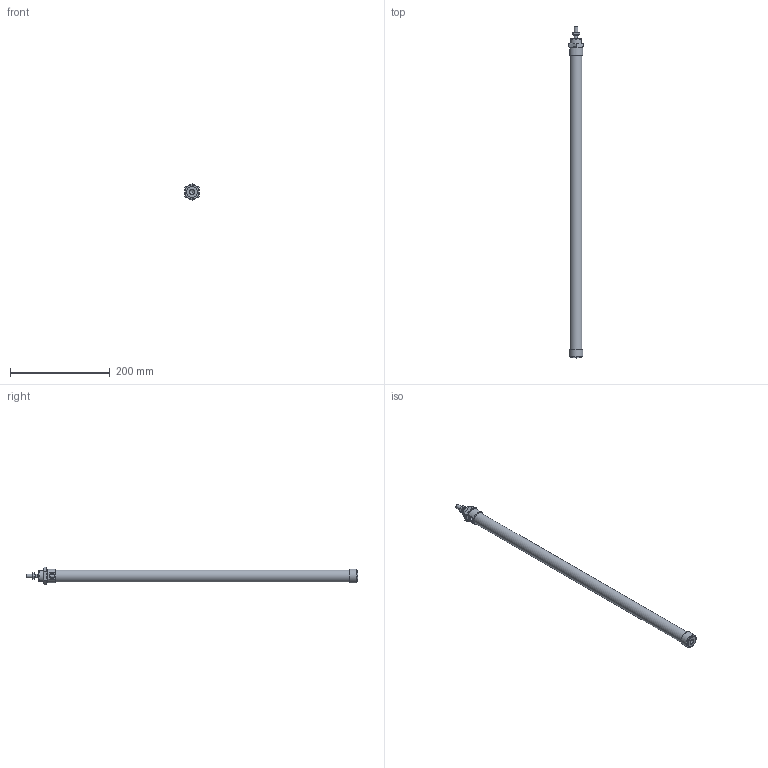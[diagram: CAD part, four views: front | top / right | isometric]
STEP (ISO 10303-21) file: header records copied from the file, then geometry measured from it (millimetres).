
FILE_DESCRIPTION(/* description */ ('Unknown'),/* implementation_level */ '2;1');
FILE_NAME(/* name */ '1261.20.550.MA',/* time_stamp */ '2020-05-25T11:02:14-04:00',/* author */ ('Unknown'),/* organization */ ('Unknown'),/* preprocessor_version */ 'ST-DEVELOPER v16.7',/* originating_system */ 'Solid Edge',/* authorisation */ 'Unknown');
FILE_SCHEMA (('AUTOMOTIVE_DESIGN {1 0 10303 214 3 1 1}'));
Length unit declared in the file: millimetre
Products named in the file (5): 1261.20.550.MA; S1260_20_100; C1261_20_100; 1200_20_05; 1200_20_06
Assembly tree (4 placements, depth 2):
  1261.20.550.MA
    S1260_20_100
    C1261_20_100
    1200_20_05
    1200_20_06
Bounding box: 30 x 664.5 x 34.64 mm (x, y, z)
Volume: 295667.8 mm3; surface area: 82819.8 mm2
Topology: 4 solids, 4 shells, 82 faces, 174 edges, 105 vertices
Faces by surface type: plane 37, cone 32, cylinder 13
Full cylindrical faces by diameter (mm): 6.5 x1, 6.75 x1, 8 x3, 8.7 x2, 20.5 x1, 22 x2, 24 x1, 28 x1
Entity records: 2096 total; most frequent: CARTESIAN_POINT 436, DIRECTION 332, ORIENTED_EDGE 288, AXIS2_PLACEMENT_3D 151, EDGE_CURVE 144, FACE_BOUND 115, EDGE_LOOP 114, VERTEX_POINT 97
